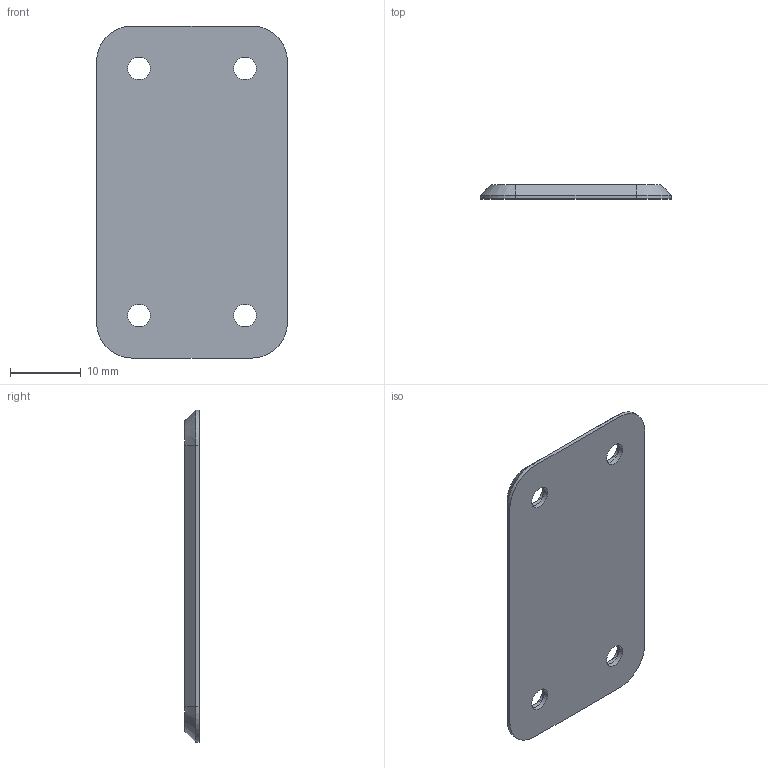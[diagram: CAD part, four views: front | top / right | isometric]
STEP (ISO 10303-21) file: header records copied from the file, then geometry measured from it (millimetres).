
FILE_DESCRIPTION(/* description */ (''),/* implementation_level */ '2;1');
FILE_NAME(/* name */ 'OBS-C-005 v3.step',/* time_stamp */ '2020-09-28T23:54:28+02:00',/* author */ (''),/* organization */ (''),/* preprocessor_version */ 'ST-DEVELOPER v18.1',/* originating_system */ 'Autodesk Translation Framework v9.3.0.1241',/* authorisation */ '');
FILE_SCHEMA (('AUTOMOTIVE_DESIGN { 1 0 10303 214 3 1 1 }'));
Length unit declared in the file: millimetre
Products named in the file (1): OBS-C-005
Bounding box: 27 x 2 x 47 mm (x, y, z)
Volume: 2179.9 mm3; surface area: 2740.7 mm2
Topology: 1 solids, 1 shells, 153 faces, 413 edges, 266 vertices
Faces by surface type: plane 78, bspline 59, cylinder 12, cone 4
Full cylindrical faces by diameter (mm): 3.2 x4, 5.5 x4
Entity records: 5347 total; most frequent: CARTESIAN_POINT 1836, ORIENTED_EDGE 826, DIRECTION 541, EDGE_CURVE 413, VERTEX_POINT 266, LINE 239, VECTOR 239, EDGE_LOOP 165
